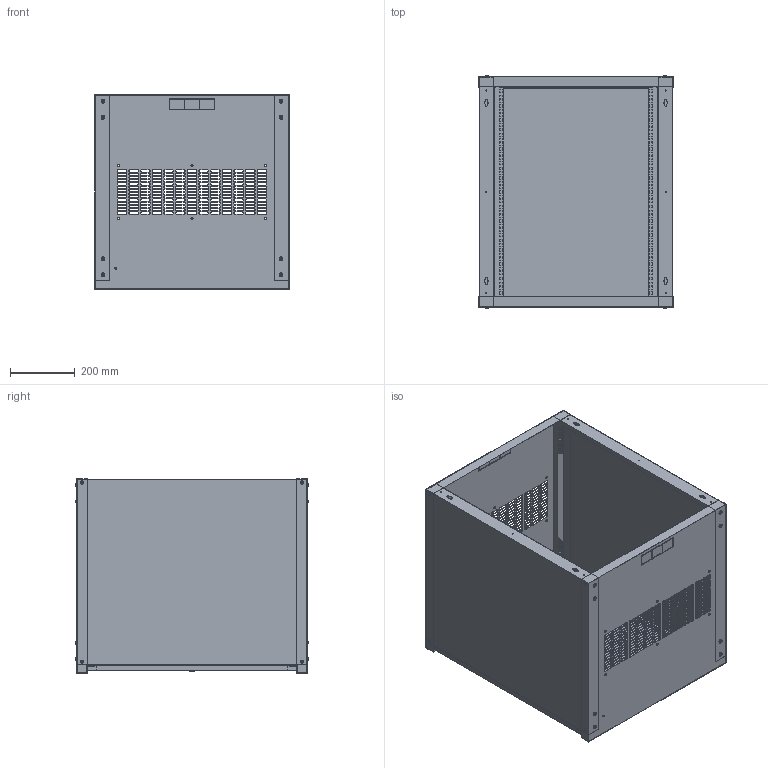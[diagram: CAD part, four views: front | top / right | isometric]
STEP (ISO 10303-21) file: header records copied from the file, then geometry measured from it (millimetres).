
FILE_DESCRIPTION (( 'STEP AP214' ), '1' );
FILE_NAME ('ITK_LINEA_WE_600x600_15U_Me.STEP', '2018-11-28T07:25:17', ( '' ), ( '' ), 'SwSTEP 2.0', 'SolidWorks 2014', '' );
FILE_SCHEMA (( 'AUTOMOTIVE_DESIGN' ));
Length unit declared in the file: millimetre
Products named in the file (9): Dver_me_15U; Vint_01; Vint_rezb_Œ4å6; Gayka; Osnovanie_600õ600; ITK_LINEA_WE_600x600_15U_Me; Ugolok_15U; Bokovina_600õ600_15U; Bokovina_15U
Assembly tree (38 placements, depth 3):
  ITK_LINEA_WE_600x600_15U_Me
    Osnovanie_600õ600  x2
    Bokovina_600õ600_15U  x2
      Bokovina_15U
      Gayka
    Ugolok_15U  x2
    Dver_me_15U
    Vint_01  x20
    Vint_rezb_Œ4å6  x8
Bounding box: 604.72 x 718.86 x 600 mm (x, y, z)
Volume: 2496536.6 mm3; surface area: 4949407.7 mm2
Topology: 39 solids, 39 shells, 4713 faces, 13418 edges, 8814 vertices
Faces by surface type: plane 3021, cylinder 1516, bspline 96, sphere 56, torus 16, cone 8
Entity records: 65082 total; most frequent: CARTESIAN_POINT 11618, ORIENTED_EDGE 11032, DIRECTION 10744, EDGE_CURVE 5516, LINE 4072, VECTOR 4072, VERTEX_POINT 3650, AXIS2_PLACEMENT_3D 3336
